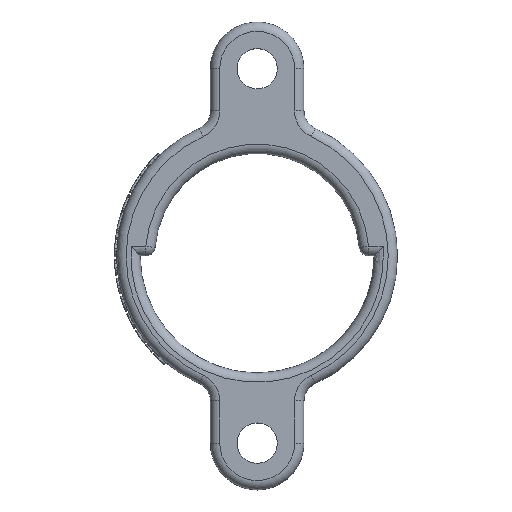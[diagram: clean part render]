
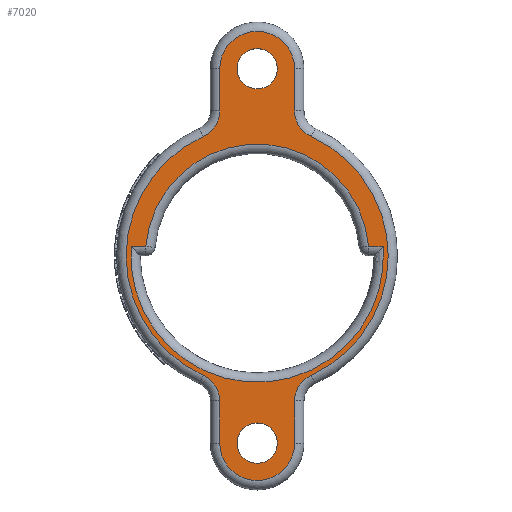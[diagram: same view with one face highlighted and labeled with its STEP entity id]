
A CAD part, top view. The second image highlights one B-rep face of the part: STEP entity #7020.
In plain terms, the highlighted planar face has unit normal (0, 0, 1).
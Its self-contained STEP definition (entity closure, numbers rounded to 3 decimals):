
#52=FACE_BOUND('',#1929,.T.);
#53=FACE_BOUND('',#1930,.T.);
#54=FACE_BOUND('',#1931,.T.);
#97=PLANE('',#7212);
#461=LINE('',#17955,#845);
#462=LINE('',#17963,#846);
#463=LINE('',#17967,#847);
#464=LINE('',#17975,#848);
#465=LINE('',#17981,#849);
#466=LINE('',#17985,#850);
#845=VECTOR('',#7940,10.);
#846=VECTOR('',#7947,10.);
#847=VECTOR('',#7950,10.);
#848=VECTOR('',#7957,10.);
#849=VECTOR('',#7962,10.);
#850=VECTOR('',#7965,10.);
#1516=FACE_OUTER_BOUND('',#1928,.T.);
#1928=EDGE_LOOP('',(#6453,#6454,#6455,#6456,#6457,#6458,#6459,#6460,#6461,
#6462,#6463,#6464));
#1929=EDGE_LOOP('',(#6465));
#1930=EDGE_LOOP('',(#6466,#6467,#6468,#6469));
#1931=EDGE_LOOP('',(#6470));
#2041=CIRCLE('',#7213,3.);
#2042=CIRCLE('',#7214,14.);
#2043=CIRCLE('',#7215,3.);
#2044=CIRCLE('',#7216,4.);
#2045=CIRCLE('',#7217,3.);
#2046=CIRCLE('',#7218,14.);
#2047=CIRCLE('',#7219,3.);
#2048=CIRCLE('',#7220,4.);
#2049=CIRCLE('',#7221,2.15);
#2050=CIRCLE('',#7222,13.5);
#2051=CIRCLE('',#7223,11.95);
#2052=CIRCLE('',#7224,2.15);
#3336=VERTEX_POINT('',#17953);
#3337=VERTEX_POINT('',#17954);
#3338=VERTEX_POINT('',#17956);
#3339=VERTEX_POINT('',#17958);
#3340=VERTEX_POINT('',#17960);
#3341=VERTEX_POINT('',#17962);
#3342=VERTEX_POINT('',#17964);
#3343=VERTEX_POINT('',#17966);
#3344=VERTEX_POINT('',#17968);
#3345=VERTEX_POINT('',#17970);
#3346=VERTEX_POINT('',#17972);
#3347=VERTEX_POINT('',#17974);
#3348=VERTEX_POINT('',#17977);
#3349=VERTEX_POINT('',#17979);
#3350=VERTEX_POINT('',#17980);
#3351=VERTEX_POINT('',#17982);
#3352=VERTEX_POINT('',#17984);
#3353=VERTEX_POINT('',#17987);
#4385=EDGE_CURVE('',#3336,#3337,#461,.T.);
#4386=EDGE_CURVE('',#3338,#3336,#2041,.T.);
#4387=EDGE_CURVE('',#3339,#3338,#2042,.T.);
#4388=EDGE_CURVE('',#3340,#3339,#2043,.T.);
#4389=EDGE_CURVE('',#3341,#3340,#462,.T.);
#4390=EDGE_CURVE('',#3342,#3341,#2044,.T.);
#4391=EDGE_CURVE('',#3343,#3342,#463,.T.);
#4392=EDGE_CURVE('',#3344,#3343,#2045,.T.);
#4393=EDGE_CURVE('',#3345,#3344,#2046,.T.);
#4394=EDGE_CURVE('',#3346,#3345,#2047,.T.);
#4395=EDGE_CURVE('',#3347,#3346,#464,.T.);
#4396=EDGE_CURVE('',#3337,#3347,#2048,.T.);
#4397=EDGE_CURVE('',#3348,#3348,#2049,.T.);
#4398=EDGE_CURVE('',#3349,#3350,#465,.T.);
#4399=EDGE_CURVE('',#3351,#3349,#2050,.T.);
#4400=EDGE_CURVE('',#3352,#3351,#466,.T.);
#4401=EDGE_CURVE('',#3350,#3352,#2051,.T.);
#4402=EDGE_CURVE('',#3353,#3353,#2052,.T.);
#6453=ORIENTED_EDGE('',*,*,#4385,.F.);
#6454=ORIENTED_EDGE('',*,*,#4386,.F.);
#6455=ORIENTED_EDGE('',*,*,#4387,.F.);
#6456=ORIENTED_EDGE('',*,*,#4388,.F.);
#6457=ORIENTED_EDGE('',*,*,#4389,.F.);
#6458=ORIENTED_EDGE('',*,*,#4390,.F.);
#6459=ORIENTED_EDGE('',*,*,#4391,.F.);
#6460=ORIENTED_EDGE('',*,*,#4392,.F.);
#6461=ORIENTED_EDGE('',*,*,#4393,.F.);
#6462=ORIENTED_EDGE('',*,*,#4394,.F.);
#6463=ORIENTED_EDGE('',*,*,#4395,.F.);
#6464=ORIENTED_EDGE('',*,*,#4396,.F.);
#6465=ORIENTED_EDGE('',*,*,#4397,.F.);
#6466=ORIENTED_EDGE('',*,*,#4398,.F.);
#6467=ORIENTED_EDGE('',*,*,#4399,.F.);
#6468=ORIENTED_EDGE('',*,*,#4400,.F.);
#6469=ORIENTED_EDGE('',*,*,#4401,.F.);
#6470=ORIENTED_EDGE('',*,*,#4402,.F.);
#7020=ADVANCED_FACE('',(#1516,#52,#53,#54),#97,.T.);
#7212=AXIS2_PLACEMENT_3D('',#17952,#7938,#7939);
#7213=AXIS2_PLACEMENT_3D('',#17957,#7941,#7942);
#7214=AXIS2_PLACEMENT_3D('',#17959,#7943,#7944);
#7215=AXIS2_PLACEMENT_3D('',#17961,#7945,#7946);
#7216=AXIS2_PLACEMENT_3D('',#17965,#7948,#7949);
#7217=AXIS2_PLACEMENT_3D('',#17969,#7951,#7952);
#7218=AXIS2_PLACEMENT_3D('',#17971,#7953,#7954);
#7219=AXIS2_PLACEMENT_3D('',#17973,#7955,#7956);
#7220=AXIS2_PLACEMENT_3D('',#17976,#7958,#7959);
#7221=AXIS2_PLACEMENT_3D('',#17978,#7960,#7961);
#7222=AXIS2_PLACEMENT_3D('',#17983,#7963,#7964);
#7223=AXIS2_PLACEMENT_3D('',#17986,#7966,#7967);
#7224=AXIS2_PLACEMENT_3D('',#17988,#7968,#7969);
#7938=DIRECTION('center_axis',(0.,0.,1.));
#7939=DIRECTION('ref_axis',(-1.,0.,0.));
#7940=DIRECTION('',(0.,-1.,0.));
#7941=DIRECTION('center_axis',(0.,0.,1.));
#7942=DIRECTION('ref_axis',(-0.84,0.542,0.));
#7943=DIRECTION('center_axis',(0.,0.,-1.));
#7944=DIRECTION('ref_axis',(1.,0.,0.));
#7945=DIRECTION('center_axis',(0.,0.,1.));
#7946=DIRECTION('ref_axis',(-0.84,-0.542,0.));
#7947=DIRECTION('',(0.,-1.,0.));
#7948=DIRECTION('center_axis',(0.,0.,-1.));
#7949=DIRECTION('ref_axis',(0.,1.,0.));
#7950=DIRECTION('',(0.,1.,0.));
#7951=DIRECTION('center_axis',(0.,0.,1.));
#7952=DIRECTION('ref_axis',(0.84,-0.542,0.));
#7953=DIRECTION('center_axis',(0.,0.,-1.));
#7954=DIRECTION('ref_axis',(-1.,0.,0.));
#7955=DIRECTION('center_axis',(0.,0.,1.));
#7956=DIRECTION('ref_axis',(0.84,0.542,0.));
#7957=DIRECTION('',(0.,1.,0.));
#7958=DIRECTION('center_axis',(0.,0.,-1.));
#7959=DIRECTION('ref_axis',(0.,-1.,0.));
#7960=DIRECTION('center_axis',(0.,0.,1.));
#7961=DIRECTION('ref_axis',(-1.,0.,0.));
#7962=DIRECTION('',(-1.,0.,0.));
#7963=DIRECTION('center_axis',(0.,0.,1.));
#7964=DIRECTION('ref_axis',(0.,-1.,0.));
#7965=DIRECTION('',(-1.,0.,0.));
#7966=DIRECTION('center_axis',(0.,0.,1.));
#7967=DIRECTION('ref_axis',(0.,1.,0.));
#7968=DIRECTION('center_axis',(0.,0.,1.));
#7969=DIRECTION('ref_axis',(-1.,0.,0.));
#17952=CARTESIAN_POINT('Origin',(25.,0.,21.));
#17953=CARTESIAN_POINT('',(29.,-15.492,21.));
#17954=CARTESIAN_POINT('',(29.,-20.,21.));
#17955=CARTESIAN_POINT('',(29.,-10.,21.));
#17956=CARTESIAN_POINT('',(30.765,-12.758,21.));
#17957=CARTESIAN_POINT('Origin',(32.,-15.492,21.));
#17958=CARTESIAN_POINT('',(30.765,12.758,21.));
#17959=CARTESIAN_POINT('Origin',(25.,0.,21.));
#17960=CARTESIAN_POINT('',(29.,15.492,21.));
#17961=CARTESIAN_POINT('Origin',(32.,15.492,21.));
#17962=CARTESIAN_POINT('',(29.,20.,21.));
#17963=CARTESIAN_POINT('',(29.,7.071,21.));
#17964=CARTESIAN_POINT('',(21.,20.,21.));
#17965=CARTESIAN_POINT('Origin',(25.,20.,21.));
#17966=CARTESIAN_POINT('',(21.,15.492,21.));
#17967=CARTESIAN_POINT('',(21.,10.,21.));
#17968=CARTESIAN_POINT('',(19.235,12.758,21.));
#17969=CARTESIAN_POINT('Origin',(18.,15.492,21.));
#17970=CARTESIAN_POINT('',(19.235,-12.758,21.));
#17971=CARTESIAN_POINT('Origin',(25.,0.,21.));
#17972=CARTESIAN_POINT('',(21.,-15.492,21.));
#17973=CARTESIAN_POINT('Origin',(18.,-15.492,21.));
#17974=CARTESIAN_POINT('',(21.,-20.,21.));
#17975=CARTESIAN_POINT('',(21.,-7.071,21.));
#17976=CARTESIAN_POINT('Origin',(25.,-20.,21.));
#17977=CARTESIAN_POINT('',(27.15,-20.,21.));
#17978=CARTESIAN_POINT('Origin',(25.,-20.,21.));
#17979=CARTESIAN_POINT('',(38.463,1.,21.));
#17980=CARTESIAN_POINT('',(36.908,1.,21.));
#17981=CARTESIAN_POINT('',(18.75,1.,21.));
#17982=CARTESIAN_POINT('',(11.537,1.,21.));
#17983=CARTESIAN_POINT('Origin',(25.,0.,21.));
#17984=CARTESIAN_POINT('',(13.092,1.,21.));
#17985=CARTESIAN_POINT('',(18.75,1.,21.));
#17986=CARTESIAN_POINT('Origin',(25.,0.,21.));
#17987=CARTESIAN_POINT('',(27.15,20.,21.));
#17988=CARTESIAN_POINT('Origin',(25.,20.,21.));
